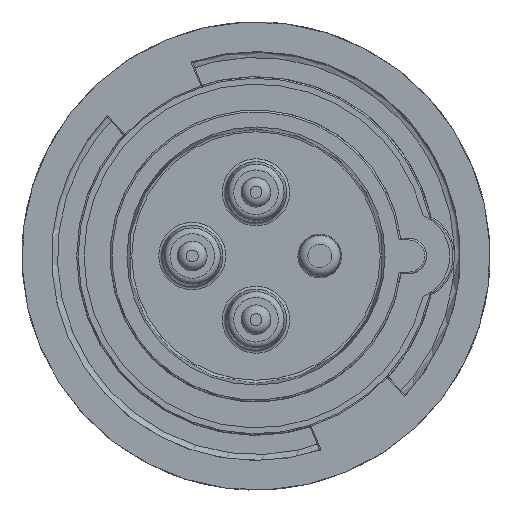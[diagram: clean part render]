
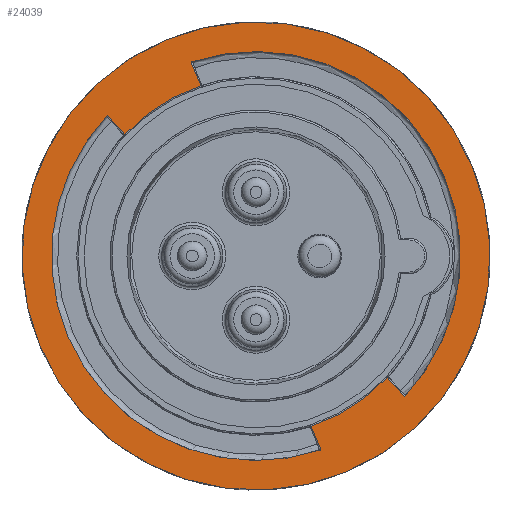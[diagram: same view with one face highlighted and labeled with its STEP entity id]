
A CAD part, front view. The second image highlights one B-rep face of the part: STEP entity #24039.
In plain terms, the highlighted planar face has unit normal (0, -1, 0).
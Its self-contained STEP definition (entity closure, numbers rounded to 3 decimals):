
#1637 = CARTESIAN_POINT ( 'NONE',  ( 0., -13.5, 0. ) ) ;
#2011 = CARTESIAN_POINT ( 'NONE',  ( 21.267, -13.5, -33.286 ) ) ;
#2729 = CIRCLE ( 'NONE', #7339, 34.5 ) ;
#3495 = DIRECTION ( 'NONE',  ( 0., 1., 0. ) ) ;
#3681 = CIRCLE ( 'NONE', #31760, 39.5 ) ;
#3711 = EDGE_CURVE ( 'NONE', #31009, #11180, #32950, .T. ) ;
#4452 = DIRECTION ( 'NONE',  ( -0.843, 0., -0.538 ) ) ;
#5151 = DIRECTION ( 'NONE',  ( 0., 1., 0. ) ) ;
#5209 = EDGE_CURVE ( 'NONE', #26633, #5266, #28842, .T. ) ;
#5266 = VERTEX_POINT ( 'NONE', #9962 ) ;
#7339 = AXIS2_PLACEMENT_3D ( 'NONE', #11373, #31004, #14198 ) ;
#7355 = VERTEX_POINT ( 'NONE', #18059 ) ;
#8104 = VECTOR ( 'NONE', #18403, 1000. ) ;
#8246 = ORIENTED_EDGE ( 'NONE', *, *, #3711, .T. ) ;
#8553 = EDGE_CURVE ( 'NONE', #5266, #7355, #13863, .T. ) ;
#8831 = CARTESIAN_POINT ( 'NONE',  ( 0., -13.5, 0. ) ) ;
#9597 = EDGE_CURVE ( 'NONE', #17472, #17472, #3681, .T. ) ;
#9962 = CARTESIAN_POINT ( 'NONE',  ( 22.127, -13.5, -20.479 ) ) ;
#10954 = DIRECTION ( 'NONE',  ( 0.384, 0., -0.923 ) ) ;
#11180 = VERTEX_POINT ( 'NONE', #34874 ) ;
#11373 = CARTESIAN_POINT ( 'NONE',  ( 0., -13.5, 0. ) ) ;
#11473 = VECTOR ( 'NONE', #10954, 1000. ) ;
#11664 = DIRECTION ( 'NONE',  ( 0.843, 0., 0.538 ) ) ;
#12192 = ORIENTED_EDGE ( 'NONE', *, *, #35059, .T. ) ;
#12270 = EDGE_CURVE ( 'NONE', #18896, #26633, #2729, .T. ) ;
#12656 = AXIS2_PLACEMENT_3D ( 'NONE', #20315, #3495, #23115 ) ;
#12675 = CARTESIAN_POINT ( 'NONE',  ( 21.98, -13.5, -20.319 ) ) ;
#13863 = CIRCLE ( 'NONE', #12656, 30.15 ) ;
#14198 = DIRECTION ( 'NONE',  ( 0.843, 0., 0.538 ) ) ;
#14500 = CARTESIAN_POINT ( 'NONE',  ( 33.286, -13.5, 21.267 ) ) ;
#14609 = CARTESIAN_POINT ( 'NONE',  ( -10.96, -13.5, 32.713 ) ) ;
#15586 = LINE ( 'NONE', #26757, #8104 ) ;
#16811 = ORIENTED_EDGE ( 'NONE', *, *, #12270, .T. ) ;
#17472 = VERTEX_POINT ( 'NONE', #14500 ) ;
#17690 = CARTESIAN_POINT ( 'NONE',  ( 25.079, -13.5, -23.692 ) ) ;
#17940 = ORIENTED_EDGE ( 'NONE', *, *, #9597, .F. ) ;
#18059 = CARTESIAN_POINT ( 'NONE',  ( 9.285, -13.5, -28.685 ) ) ;
#18400 = EDGE_LOOP ( 'NONE', ( #17940 ) ) ;
#18403 = DIRECTION ( 'NONE',  ( 0.677, 0., -0.736 ) ) ;
#18591 = ORIENTED_EDGE ( 'NONE', *, *, #8553, .T. ) ;
#18896 = VERTEX_POINT ( 'NONE', #14609 ) ;
#18939 = DIRECTION ( 'NONE',  ( -0.843, 0., -0.538 ) ) ;
#19787 = LINE ( 'NONE', #25051, #11473 ) ;
#20315 = CARTESIAN_POINT ( 'NONE',  ( 0., -13.5, 0. ) ) ;
#20821 = AXIS2_PLACEMENT_3D ( 'NONE', #2011, #35769, #18939 ) ;
#21274 = DIRECTION ( 'NONE',  ( 0., 1., 0. ) ) ;
#21370 = VECTOR ( 'NONE', #26655, 1000. ) ;
#21959 = CARTESIAN_POINT ( 'NONE',  ( 0., -13.5, 0. ) ) ;
#23021 = ORIENTED_EDGE ( 'NONE', *, *, #26752, .T. ) ;
#23115 = DIRECTION ( 'NONE',  ( -0.843, 0., -0.538 ) ) ;
#23651 = VERTEX_POINT ( 'NONE', #27764 ) ;
#23675 = EDGE_CURVE ( 'NONE', #7355, #33945, #19787, .T. ) ;
#24002 = ORIENTED_EDGE ( 'NONE', *, *, #5209, .T. ) ;
#24039 = ADVANCED_FACE ( 'NONE', ( #26822, #34272 ), #27291, .T. ) ;
#24418 = AXIS2_PLACEMENT_3D ( 'NONE', #1637, #21274, #4452 ) ;
#24563 = DIRECTION ( 'NONE',  ( -0.384, 0., 0.923 ) ) ;
#24773 = DIRECTION ( 'NONE',  ( 0.843, 0., 0.538 ) ) ;
#24961 = EDGE_LOOP ( 'NONE', ( #18591, #27442, #12192, #23021, #8246, #36014, #16811, #24002 ) ) ;
#25051 = CARTESIAN_POINT ( 'NONE',  ( 12.682, -13.5, -36.855 ) ) ;
#26633 = VERTEX_POINT ( 'NONE', #17690 ) ;
#26655 = DIRECTION ( 'NONE',  ( -0.677, 0., 0.736 ) ) ;
#26752 = EDGE_CURVE ( 'NONE', #23651, #31009, #15586, .T. ) ;
#26757 = CARTESIAN_POINT ( 'NONE',  ( -21.98, -13.5, 20.319 ) ) ;
#26822 = FACE_BOUND ( 'NONE', #24961, .T. ) ;
#26843 = CARTESIAN_POINT ( 'NONE',  ( -22.127, -13.5, 20.479 ) ) ;
#27291 = PLANE ( 'NONE',  #20821 ) ;
#27442 = ORIENTED_EDGE ( 'NONE', *, *, #23675, .T. ) ;
#27525 = CARTESIAN_POINT ( 'NONE',  ( 17.185, -13.5, -34.983 ) ) ;
#27764 = CARTESIAN_POINT ( 'NONE',  ( -25.079, -13.5, 23.692 ) ) ;
#28257 = LINE ( 'NONE', #27525, #34846 ) ;
#28361 = EDGE_CURVE ( 'NONE', #11180, #18896, #28257, .T. ) ;
#28470 = DIRECTION ( 'NONE',  ( 0., 1., 0. ) ) ;
#28842 = LINE ( 'NONE', #12675, #21370 ) ;
#31004 = DIRECTION ( 'NONE',  ( 0., 1., 0. ) ) ;
#31009 = VERTEX_POINT ( 'NONE', #26843 ) ;
#31760 = AXIS2_PLACEMENT_3D ( 'NONE', #8831, #28470, #11664 ) ;
#32950 = CIRCLE ( 'NONE', #24418, 30.15 ) ;
#33945 = VERTEX_POINT ( 'NONE', #36329 ) ;
#34064 = AXIS2_PLACEMENT_3D ( 'NONE', #21959, #5151, #24773 ) ;
#34272 = FACE_OUTER_BOUND ( 'NONE', #18400, .T. ) ;
#34683 = CIRCLE ( 'NONE', #34064, 34.5 ) ;
#34846 = VECTOR ( 'NONE', #24563, 1000. ) ;
#34874 = CARTESIAN_POINT ( 'NONE',  ( -9.285, -13.5, 28.685 ) ) ;
#35059 = EDGE_CURVE ( 'NONE', #33945, #23651, #34683, .T. ) ;
#35769 = DIRECTION ( 'NONE',  ( 0., -1., 0. ) ) ;
#36014 = ORIENTED_EDGE ( 'NONE', *, *, #28361, .T. ) ;
#36329 = CARTESIAN_POINT ( 'NONE',  ( 10.96, -13.5, -32.713 ) ) ;
